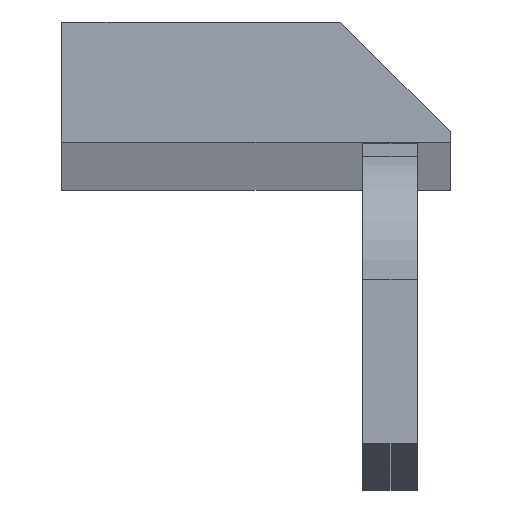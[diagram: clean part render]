
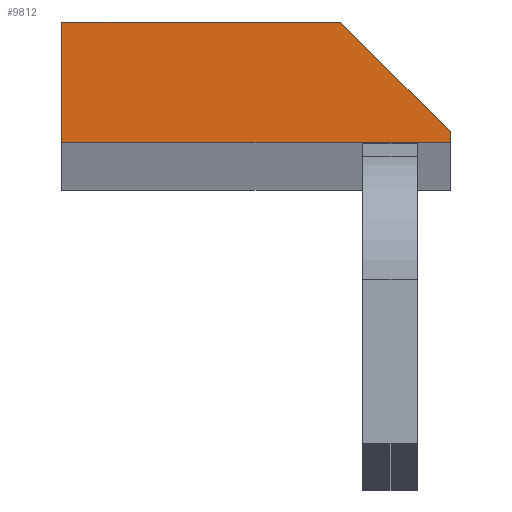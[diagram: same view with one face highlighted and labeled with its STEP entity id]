
A CAD part, top view. The second image highlights one B-rep face of the part: STEP entity #9812.
In plain terms, the highlighted planar face has unit normal (0, 0, 1).
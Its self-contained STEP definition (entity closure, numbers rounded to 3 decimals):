
#204 = VECTOR ( 'NONE', #18934, 1000. ) ;
#262 = CARTESIAN_POINT ( 'NONE',  ( -7.1, 2.2, 500. ) ) ;
#332 = DIRECTION ( 'NONE',  ( -1., 0., 0. ) ) ;
#832 = DIRECTION ( 'NONE',  ( 1., 0., 0. ) ) ;
#982 = VERTEX_POINT ( 'NONE', #11103 ) ;
#1061 = LINE ( 'NONE', #3997, #9761 ) ;
#1236 = VECTOR ( 'NONE', #8227, 1000. ) ;
#1398 = LINE ( 'NONE', #22045, #19301 ) ;
#3398 = ORIENTED_EDGE ( 'NONE', *, *, #4473, .T. ) ;
#3997 = CARTESIAN_POINT ( 'NONE',  ( 2.65, 2.65, 500. ) ) ;
#4473 = EDGE_CURVE ( 'NONE', #16979, #982, #1061, .T. ) ;
#5745 = DIRECTION ( 'NONE',  ( -0.707, 0.707, 0. ) ) ;
#5776 = CARTESIAN_POINT ( 'NONE',  ( -7.1, 2.2, 500. ) ) ;
#5994 = VERTEX_POINT ( 'NONE', #9628 ) ;
#6001 = PLANE ( 'NONE',  #14028 ) ;
#6094 = EDGE_CURVE ( 'NONE', #5994, #16979, #1398, .T. ) ;
#6471 = CARTESIAN_POINT ( 'NONE',  ( -7.1, -2.2, 500. ) ) ;
#6909 = ORIENTED_EDGE ( 'NONE', *, *, #17564, .T. ) ;
#8227 = DIRECTION ( 'NONE',  ( 1., 0., 0. ) ) ;
#8582 = CARTESIAN_POINT ( 'NONE',  ( -7.1, 2.2, 500. ) ) ;
#8645 = CARTESIAN_POINT ( 'NONE',  ( -7.1, -2.2, 500. ) ) ;
#9396 = EDGE_CURVE ( 'NONE', #22464, #5994, #15105, .T. ) ;
#9520 = ORIENTED_EDGE ( 'NONE', *, *, #6094, .T. ) ;
#9628 = CARTESIAN_POINT ( 'NONE',  ( 7.1, -2.2, 500. ) ) ;
#9761 = VECTOR ( 'NONE', #5745, 1000. ) ;
#9812 = ADVANCED_FACE ( 'NONE', ( #19678 ), #6001, .T. ) ;
#10731 = ORIENTED_EDGE ( 'NONE', *, *, #12705, .T. ) ;
#11103 = CARTESIAN_POINT ( 'NONE',  ( 3.1, 2.2, 500. ) ) ;
#11242 = DIRECTION ( 'NONE',  ( 0., 0., 1. ) ) ;
#11438 = VECTOR ( 'NONE', #332, 1000. ) ;
#11680 = DIRECTION ( 'NONE',  ( 0., 1., 0. ) ) ;
#12548 = EDGE_LOOP ( 'NONE', ( #9520, #3398, #10731, #6909, #19619 ) ) ;
#12705 = EDGE_CURVE ( 'NONE', #982, #21015, #16030, .T. ) ;
#13538 = LINE ( 'NONE', #8582, #204 ) ;
#14028 = AXIS2_PLACEMENT_3D ( 'NONE', #16390, #11242, #832 ) ;
#15105 = LINE ( 'NONE', #6471, #1236 ) ;
#16030 = LINE ( 'NONE', #262, #11438 ) ;
#16390 = CARTESIAN_POINT ( 'NONE',  ( 0., 0., 500. ) ) ;
#16979 = VERTEX_POINT ( 'NONE', #16994 ) ;
#16994 = CARTESIAN_POINT ( 'NONE',  ( 7.1, -1.8, 500. ) ) ;
#17564 = EDGE_CURVE ( 'NONE', #21015, #22464, #13538, .T. ) ;
#18934 = DIRECTION ( 'NONE',  ( 0., -1., 0. ) ) ;
#19301 = VECTOR ( 'NONE', #11680, 1000. ) ;
#19619 = ORIENTED_EDGE ( 'NONE', *, *, #9396, .T. ) ;
#19678 = FACE_OUTER_BOUND ( 'NONE', #12548, .T. ) ;
#21015 = VERTEX_POINT ( 'NONE', #5776 ) ;
#22045 = CARTESIAN_POINT ( 'NONE',  ( 7.1, 2.2, 500. ) ) ;
#22464 = VERTEX_POINT ( 'NONE', #8645 ) ;
